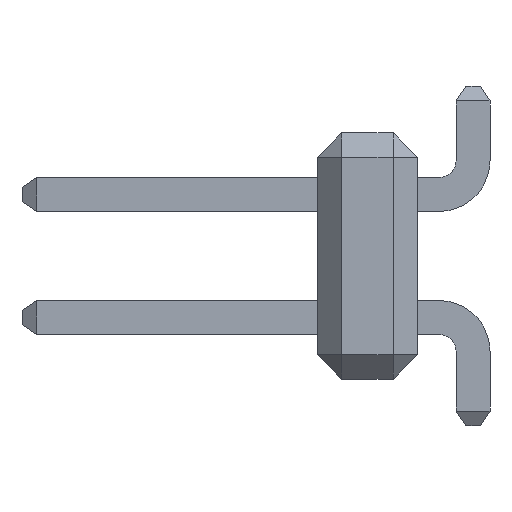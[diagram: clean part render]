
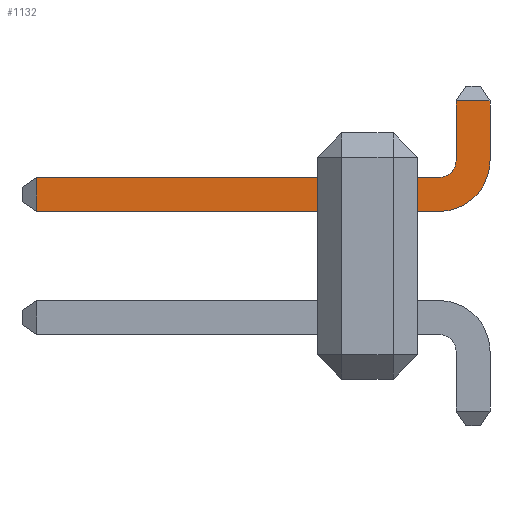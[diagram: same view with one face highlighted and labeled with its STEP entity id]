
A CAD part, left-side view. The second image highlights one B-rep face of the part: STEP entity #1132.
In plain terms, the highlighted planar face has unit normal (-1, 0, 0).
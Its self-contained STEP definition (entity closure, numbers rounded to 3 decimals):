
#188 = DIRECTION ( 'NONE',  ( 0., 0., 1. ) ) ;
#204 = CARTESIAN_POINT ( 'NONE',  ( -0.35, 1.05, 1.62 ) ) ;
#226 = DIRECTION ( 'NONE',  ( 0., 0., 1. ) ) ;
#334 = EDGE_CURVE ( 'NONE', #3679, #4636, #358, .T. ) ;
#358 = LINE ( 'NONE', #5491, #7343 ) ;
#391 = LINE ( 'NONE', #2993, #1977 ) ;
#434 = DIRECTION ( 'NONE',  ( 0., 0., -1. ) ) ;
#629 = CIRCLE ( 'NONE', #3303, 0.35 ) ;
#659 = ORIENTED_EDGE ( 'NONE', *, *, #5367, .T. ) ;
#939 = CARTESIAN_POINT ( 'NONE',  ( -0.35, 0.7, 1.97 ) ) ;
#948 = DIRECTION ( 'NONE',  ( 0., 0., 1. ) ) ;
#1132 = ADVANCED_FACE ( 'NONE', ( #6298 ), #3390, .T. ) ;
#1142 = VERTEX_POINT ( 'NONE', #7394 ) ;
#1151 = CARTESIAN_POINT ( 'NONE',  ( -0.35, 0.7, 1.97 ) ) ;
#1935 = DIRECTION ( 'NONE',  ( -1., 0., 0. ) ) ;
#1939 = ORIENTED_EDGE ( 'NONE', *, *, #8210, .F. ) ;
#1977 = VECTOR ( 'NONE', #226, 1000. ) ;
#2074 = EDGE_CURVE ( 'NONE', #2241, #4636, #8021, .T. ) ;
#2161 = CARTESIAN_POINT ( 'NONE',  ( -0.35, 9.36, 0.92 ) ) ;
#2241 = VERTEX_POINT ( 'NONE', #4135 ) ;
#2379 = CIRCLE ( 'NONE', #6022, 1.05 ) ;
#2742 = VERTEX_POINT ( 'NONE', #7330 ) ;
#2762 = DIRECTION ( 'NONE',  ( 1., 0., 0. ) ) ;
#2847 = EDGE_CURVE ( 'NONE', #3066, #3679, #6051, .T. ) ;
#2993 = CARTESIAN_POINT ( 'NONE',  ( -0.35, 9.36, -2.541 ) ) ;
#3066 = VERTEX_POINT ( 'NONE', #8055 ) ;
#3303 = AXIS2_PLACEMENT_3D ( 'NONE', #8410, #2762, #6988 ) ;
#3310 = CARTESIAN_POINT ( 'NONE',  ( -0.35, 9.36, 1.62 ) ) ;
#3390 = PLANE ( 'NONE',  #7072 ) ;
#3428 = CARTESIAN_POINT ( 'NONE',  ( -0.35, 1.05, 1.97 ) ) ;
#3679 = VERTEX_POINT ( 'NONE', #6772 ) ;
#3835 = VECTOR ( 'NONE', #8137, 1000. ) ;
#3901 = VECTOR ( 'NONE', #6359, 1000. ) ;
#3936 = VERTEX_POINT ( 'NONE', #2161 ) ;
#4108 = VECTOR ( 'NONE', #188, 1000. ) ;
#4135 = CARTESIAN_POINT ( 'NONE',  ( -0.35, 0.7, 1.97 ) ) ;
#4156 = LINE ( 'NONE', #5683, #3901 ) ;
#4220 = ORIENTED_EDGE ( 'NONE', *, *, #4903, .F. ) ;
#4567 = ORIENTED_EDGE ( 'NONE', *, *, #9227, .T. ) ;
#4636 = VERTEX_POINT ( 'NONE', #5138 ) ;
#4666 = CARTESIAN_POINT ( 'NONE',  ( -0.35, 0., 1.97 ) ) ;
#4903 = EDGE_CURVE ( 'NONE', #3936, #8804, #391, .T. ) ;
#5138 = CARTESIAN_POINT ( 'NONE',  ( -0.35, 0.7, 3.2 ) ) ;
#5201 = DIRECTION ( 'NONE',  ( 0., -1., 0. ) ) ;
#5367 = EDGE_CURVE ( 'NONE', #1142, #8804, #8086, .T. ) ;
#5491 = CARTESIAN_POINT ( 'NONE',  ( -0.35, -0.001, 3.2 ) ) ;
#5664 = ORIENTED_EDGE ( 'NONE', *, *, #2847, .T. ) ;
#5683 = CARTESIAN_POINT ( 'NONE',  ( -0.35, 1.05, 0.92 ) ) ;
#6022 = AXIS2_PLACEMENT_3D ( 'NONE', #3428, #8355, #434 ) ;
#6051 = LINE ( 'NONE', #4666, #6417 ) ;
#6178 = ORIENTED_EDGE ( 'NONE', *, *, #8922, .F. ) ;
#6298 = FACE_OUTER_BOUND ( 'NONE', #7194, .T. ) ;
#6359 = DIRECTION ( 'NONE',  ( 0., 1., 0. ) ) ;
#6417 = VECTOR ( 'NONE', #948, 1000. ) ;
#6772 = CARTESIAN_POINT ( 'NONE',  ( -0.35, 0., 3.2 ) ) ;
#6988 = DIRECTION ( 'NONE',  ( 0., 0., -1. ) ) ;
#7072 = AXIS2_PLACEMENT_3D ( 'NONE', #1151, #1935, #5201 ) ;
#7158 = ORIENTED_EDGE ( 'NONE', *, *, #2074, .F. ) ;
#7194 = EDGE_LOOP ( 'NONE', ( #7882, #7158, #4567, #659, #4220, #6178, #1939, #5664 ) ) ;
#7330 = CARTESIAN_POINT ( 'NONE',  ( -0.35, 1.05, 0.92 ) ) ;
#7343 = VECTOR ( 'NONE', #7680, 1000. ) ;
#7394 = CARTESIAN_POINT ( 'NONE',  ( -0.35, 1.05, 1.62 ) ) ;
#7680 = DIRECTION ( 'NONE',  ( 0., 1., 0. ) ) ;
#7882 = ORIENTED_EDGE ( 'NONE', *, *, #334, .T. ) ;
#8021 = LINE ( 'NONE', #939, #4108 ) ;
#8055 = CARTESIAN_POINT ( 'NONE',  ( -0.35, 0., 1.97 ) ) ;
#8086 = LINE ( 'NONE', #204, #3835 ) ;
#8137 = DIRECTION ( 'NONE',  ( 0., 1., 0. ) ) ;
#8210 = EDGE_CURVE ( 'NONE', #3066, #2742, #2379, .T. ) ;
#8355 = DIRECTION ( 'NONE',  ( 1., 0., 0. ) ) ;
#8410 = CARTESIAN_POINT ( 'NONE',  ( -0.35, 1.05, 1.97 ) ) ;
#8804 = VERTEX_POINT ( 'NONE', #3310 ) ;
#8922 = EDGE_CURVE ( 'NONE', #2742, #3936, #4156, .T. ) ;
#9227 = EDGE_CURVE ( 'NONE', #2241, #1142, #629, .T. ) ;
